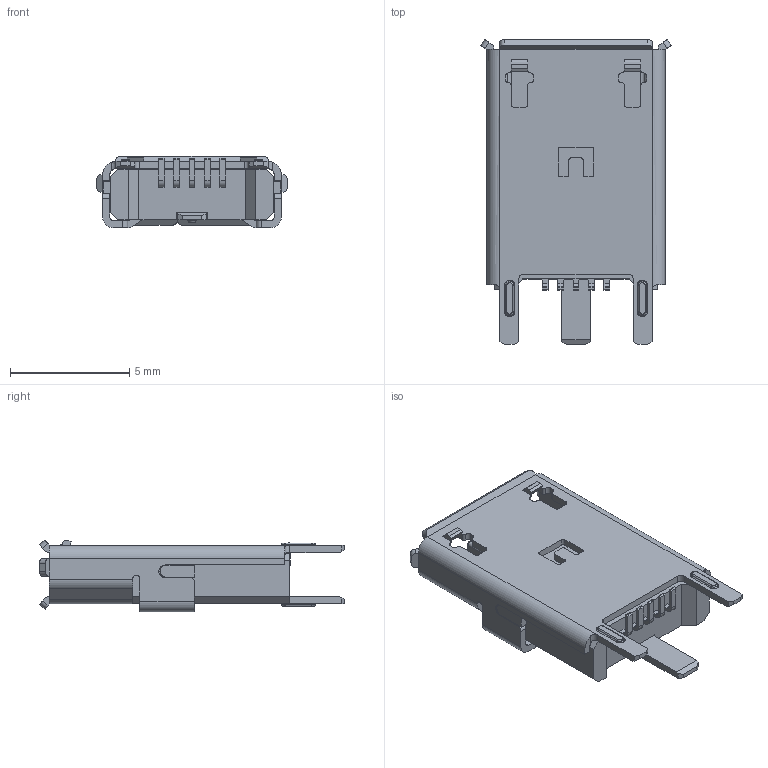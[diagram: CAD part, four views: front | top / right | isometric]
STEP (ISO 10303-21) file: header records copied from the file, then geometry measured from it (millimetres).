
FILE_DESCRIPTION(('CATIA V5 STEP Exchange','CAx-IF Rec.Pracs.--- Model Styling and Organization---1.4--- 2014-01-23'),'2;1');
FILE_NAME ('D1553782_0_2762070000_2762070000.stp','2022-12-07T07:12:46+00:00',('none'),('Weidmueller'),'CATIA Version 5-6 Release 2016 SP3 HF44','CATIA V5 STEP AP214','none');
FILE_SCHEMA(('AUTOMOTIVE_DESIGN { 1 0 10303 214 1 1 1 1 }'));
Length unit declared in the file: millimetre
Products named in the file (1): 2762070000
Bounding box: 7.99 x 12.81 x 3.02 mm (x, y, z)
Surface area: 494.6 mm2 (no closed solid volume)
Topology: 0 solids, 439 shells, 457 faces, 2399 edges, 2378 vertices
Faces by surface type: plane 306, revolution 151
Entity records: 25895 total; most frequent: CARTESIAN_POINT 6998, DIRECTION 3125, ORIENTED_EDGE 2414, EDGE_CURVE 2396, VERTEX_POINT 2378, VECTOR 1939, LINE 1939, AXIS2_PLACEMENT_3D 730
